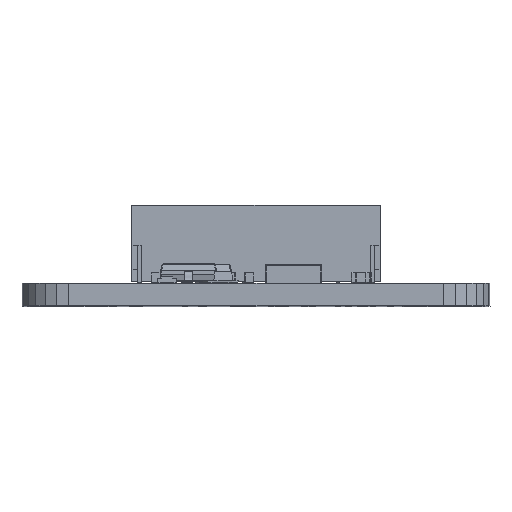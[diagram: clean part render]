
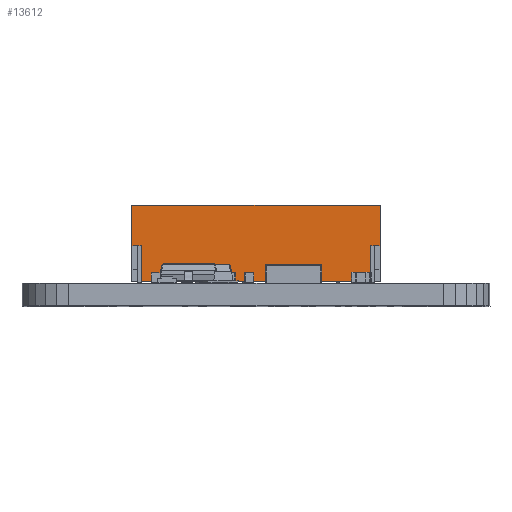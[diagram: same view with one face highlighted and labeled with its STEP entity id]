
A CAD part, top view. The second image highlights one B-rep face of the part: STEP entity #13612.
In plain terms, the highlighted face is planar.
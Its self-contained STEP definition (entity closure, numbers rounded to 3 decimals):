
#62 = VECTOR ( 'NONE', #28688, 1000. ) ;
#348 = EDGE_CURVE ( 'NONE', #29476, #13240, #1153, .T. ) ;
#1153 = LINE ( 'NONE', #11053, #12107 ) ;
#1192 = ORIENTED_EDGE ( 'NONE', *, *, #22665, .F. ) ;
#1699 = VECTOR ( 'NONE', #8302, 1000. ) ;
#2118 = VECTOR ( 'NONE', #10347, 1000. ) ;
#2684 = VERTEX_POINT ( 'NONE', #8786 ) ;
#2927 = CARTESIAN_POINT ( 'NONE',  ( -6.625, -5.87, 2.175 ) ) ;
#2941 = VECTOR ( 'NONE', #6165, 1000. ) ;
#3055 = LINE ( 'NONE', #2927, #28807 ) ;
#4051 = CARTESIAN_POINT ( 'NONE',  ( 6.625, -5.87, 4.2 ) ) ;
#4253 = PLANE ( 'NONE',  #31359 ) ;
#4281 = VERTEX_POINT ( 'NONE', #6920 ) ;
#4287 = DIRECTION ( 'NONE',  ( 0., 0., -1. ) ) ;
#4544 = CARTESIAN_POINT ( 'NONE',  ( 6.625, -5.87, 2.175 ) ) ;
#5465 = EDGE_CURVE ( 'NONE', #8560, #29476, #27376, .T. ) ;
#5499 = CARTESIAN_POINT ( 'NONE',  ( -6.625, -5.87, 4.2 ) ) ;
#6165 = DIRECTION ( 'NONE',  ( -1., 0., 0. ) ) ;
#6387 = EDGE_CURVE ( 'NONE', #13240, #14849, #9077, .T. ) ;
#6920 = CARTESIAN_POINT ( 'NONE',  ( 6.125, -5.87, 2.05 ) ) ;
#7960 = DIRECTION ( 'NONE',  ( 0., 0., 1. ) ) ;
#8302 = DIRECTION ( 'NONE',  ( -1., 0., 0. ) ) ;
#8560 = VERTEX_POINT ( 'NONE', #22376 ) ;
#8697 = CARTESIAN_POINT ( 'NONE',  ( 6.625, -5.87, 2.05 ) ) ;
#8703 = CARTESIAN_POINT ( 'NONE',  ( 0., -5.87, 2.05 ) ) ;
#8786 = CARTESIAN_POINT ( 'NONE',  ( -6.625, -5.87, 2.05 ) ) ;
#9077 = LINE ( 'NONE', #35077, #62 ) ;
#10347 = DIRECTION ( 'NONE',  ( -1., 0., 0. ) ) ;
#10549 = DIRECTION ( 'NONE',  ( 1., 0., 0. ) ) ;
#10814 = DIRECTION ( 'NONE',  ( 0., 0., -1. ) ) ;
#10903 = VECTOR ( 'NONE', #10549, 1000. ) ;
#11053 = CARTESIAN_POINT ( 'NONE',  ( -6.125, -5.87, 2.175 ) ) ;
#11721 = EDGE_CURVE ( 'NONE', #24911, #21792, #18865, .T. ) ;
#12107 = VECTOR ( 'NONE', #7960, 1000. ) ;
#12173 = EDGE_CURVE ( 'NONE', #2684, #36835, #3055, .T. ) ;
#12576 = CARTESIAN_POINT ( 'NONE',  ( 6.325, -5.87, 2.05 ) ) ;
#13240 = VERTEX_POINT ( 'NONE', #29921 ) ;
#13612 = ADVANCED_FACE ( 'NONE', ( #34779 ), #4253, .F. ) ;
#13738 = ORIENTED_EDGE ( 'NONE', *, *, #5465, .F. ) ;
#14009 = ORIENTED_EDGE ( 'NONE', *, *, #348, .F. ) ;
#14247 = CARTESIAN_POINT ( 'NONE',  ( -6.325, -5.87, 2.05 ) ) ;
#14440 = LINE ( 'NONE', #34925, #2118 ) ;
#14849 = VERTEX_POINT ( 'NONE', #14247 ) ;
#15213 = ORIENTED_EDGE ( 'NONE', *, *, #12173, .F. ) ;
#16276 = EDGE_CURVE ( 'NONE', #36835, #37772, #29117, .T. ) ;
#16375 = EDGE_CURVE ( 'NONE', #4281, #8560, #20032, .T. ) ;
#16541 = LINE ( 'NONE', #4544, #39010 ) ;
#17221 = CARTESIAN_POINT ( 'NONE',  ( 6.125, -5.87, 2.175 ) ) ;
#18117 = VECTOR ( 'NONE', #10814, 1000. ) ;
#18456 = DIRECTION ( 'NONE',  ( -1., 0., 0. ) ) ;
#18865 = LINE ( 'NONE', #8703, #1699 ) ;
#19128 = LINE ( 'NONE', #36489, #2941 ) ;
#20032 = LINE ( 'NONE', #17221, #18117 ) ;
#21792 = VERTEX_POINT ( 'NONE', #12576 ) ;
#22376 = CARTESIAN_POINT ( 'NONE',  ( 6.125, -5.87, 0.15 ) ) ;
#22665 = EDGE_CURVE ( 'NONE', #37772, #24911, #16541, .T. ) ;
#22972 = ORIENTED_EDGE ( 'NONE', *, *, #32046, .F. ) ;
#24021 = DIRECTION ( 'NONE',  ( 0., 0., 1. ) ) ;
#24034 = EDGE_CURVE ( 'NONE', #21792, #4281, #14440, .T. ) ;
#24366 = ORIENTED_EDGE ( 'NONE', *, *, #16375, .F. ) ;
#24911 = VERTEX_POINT ( 'NONE', #8697 ) ;
#25379 = CARTESIAN_POINT ( 'NONE',  ( -6.125, -5.87, 0.15 ) ) ;
#25487 = DIRECTION ( 'NONE',  ( 0., 1., 0. ) ) ;
#25874 = DIRECTION ( 'NONE',  ( 0., 0., -1. ) ) ;
#27376 = LINE ( 'NONE', #30513, #38853 ) ;
#28688 = DIRECTION ( 'NONE',  ( -1., 0., 0. ) ) ;
#28807 = VECTOR ( 'NONE', #24021, 1000. ) ;
#28939 = CARTESIAN_POINT ( 'NONE',  ( 6.625, -5.87, 4.2 ) ) ;
#29117 = LINE ( 'NONE', #4051, #10903 ) ;
#29476 = VERTEX_POINT ( 'NONE', #25379 ) ;
#29921 = CARTESIAN_POINT ( 'NONE',  ( -6.125, -5.87, 2.05 ) ) ;
#30513 = CARTESIAN_POINT ( 'NONE',  ( 0., -5.87, 0.15 ) ) ;
#30946 = ORIENTED_EDGE ( 'NONE', *, *, #11721, .F. ) ;
#31359 = AXIS2_PLACEMENT_3D ( 'NONE', #28939, #25487, #25874 ) ;
#31907 = ORIENTED_EDGE ( 'NONE', *, *, #16276, .F. ) ;
#32046 = EDGE_CURVE ( 'NONE', #14849, #2684, #19128, .T. ) ;
#34779 = FACE_OUTER_BOUND ( 'NONE', #37677, .T. ) ;
#34925 = CARTESIAN_POINT ( 'NONE',  ( 0., -5.87, 2.05 ) ) ;
#35077 = CARTESIAN_POINT ( 'NONE',  ( 0., -5.87, 2.05 ) ) ;
#35094 = ORIENTED_EDGE ( 'NONE', *, *, #24034, .F. ) ;
#36243 = ORIENTED_EDGE ( 'NONE', *, *, #6387, .F. ) ;
#36489 = CARTESIAN_POINT ( 'NONE',  ( 0., -5.87, 2.05 ) ) ;
#36835 = VERTEX_POINT ( 'NONE', #5499 ) ;
#37677 = EDGE_LOOP ( 'NONE', ( #35094, #30946, #1192, #31907, #15213, #22972, #36243, #14009, #13738, #24366 ) ) ;
#37772 = VERTEX_POINT ( 'NONE', #38658 ) ;
#38658 = CARTESIAN_POINT ( 'NONE',  ( 6.625, -5.87, 4.2 ) ) ;
#38853 = VECTOR ( 'NONE', #18456, 1000. ) ;
#39010 = VECTOR ( 'NONE', #4287, 1000. ) ;
